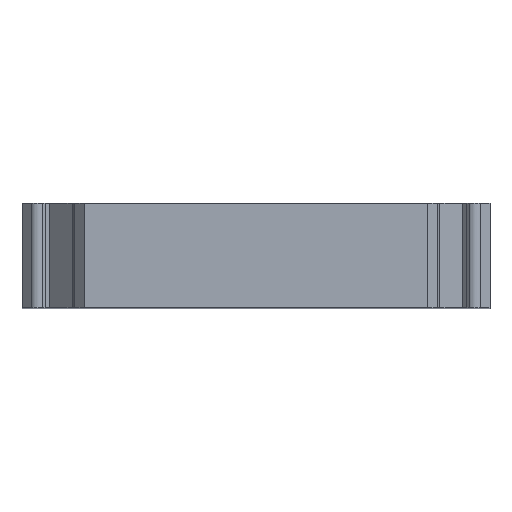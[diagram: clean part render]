
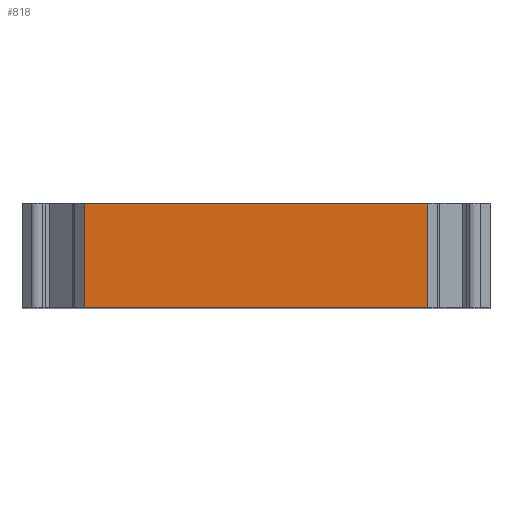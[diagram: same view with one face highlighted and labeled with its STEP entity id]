
A CAD part, top view. The second image highlights one B-rep face of the part: STEP entity #818.
In plain terms, the highlighted planar face has unit normal (0, 0, 1).
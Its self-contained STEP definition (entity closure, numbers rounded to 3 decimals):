
#156=ORIENTED_EDGE('',*,*,#363,.F.);
#157=ORIENTED_EDGE('',*,*,#362,.F.);
#158=ORIENTED_EDGE('',*,*,#364,.T.);
#159=ORIENTED_EDGE('',*,*,#365,.T.);
#362=EDGE_CURVE('',#452,#451,#545,.T.);
#363=EDGE_CURVE('',#451,#453,#546,.T.);
#364=EDGE_CURVE('',#452,#454,#547,.T.);
#365=EDGE_CURVE('',#454,#453,#548,.T.);
#451=VERTEX_POINT('',#1286);
#452=VERTEX_POINT('',#1288);
#453=VERTEX_POINT('',#1292);
#454=VERTEX_POINT('',#1294);
#545=LINE('',#1289,#646);
#546=LINE('',#1291,#647);
#547=LINE('',#1293,#648);
#548=LINE('',#1295,#649);
#646=VECTOR('',#1055,1000.);
#647=VECTOR('',#1058,1000.);
#648=VECTOR('',#1059,1000.);
#649=VECTOR('',#1060,1000.);
#703=EDGE_LOOP('',(#156,#157,#158,#159));
#744=FACE_BOUND('',#703,.T.);
#779=PLANE('',#884);
#818=ADVANCED_FACE('',(#744),#779,.T.);
#884=AXIS2_PLACEMENT_3D('',#1290,#1056,#1057);
#1055=DIRECTION('',(0.,-1.,0.));
#1056=DIRECTION('',(0.,0.,1.));
#1057=DIRECTION('',(1.,0.,0.));
#1058=DIRECTION('',(-1.,0.,0.));
#1059=DIRECTION('',(-1.,0.,0.));
#1060=DIRECTION('',(0.,-1.,0.));
#1286=CARTESIAN_POINT('',(16.39,0.,29.552));
#1288=CARTESIAN_POINT('',(16.39,10.,29.552));
#1289=CARTESIAN_POINT('',(16.39,10.,29.552));
#1290=CARTESIAN_POINT('',(16.39,10.,29.552));
#1291=CARTESIAN_POINT('',(16.39,0.,29.552));
#1292=CARTESIAN_POINT('',(-16.39,0.,29.552));
#1293=CARTESIAN_POINT('',(16.39,10.,29.552));
#1294=CARTESIAN_POINT('',(-16.39,10.,29.552));
#1295=CARTESIAN_POINT('',(-16.39,10.,29.552));
